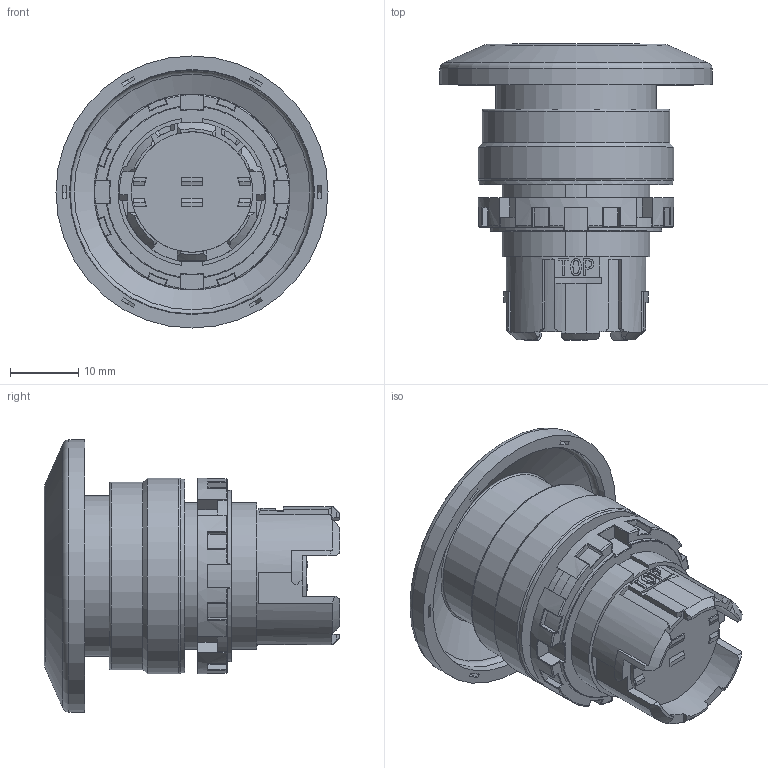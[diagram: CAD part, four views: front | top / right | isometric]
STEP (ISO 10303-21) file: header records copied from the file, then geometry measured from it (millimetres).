
FILE_DESCRIPTION( ( 'Unknown' ), '1' );
FILE_NAME( 'A204B-A4Ex-Solid3D-20180706.stp', 'Unknown', ( 'Unknown' ), ( 'Unknown' ), 'XStep 1.0', 'Unknown', ' ' );
FILE_SCHEMA( ( 'automotive_design' ) );
Length unit declared in the file: millimetre
Products named in the file (1): 6
Bounding box: 40 x 43.48 x 40 mm (x, y, z)
Volume: 20674.9 mm3; surface area: 7760 mm2
Topology: 1 solids, 1 shells, 461 faces, 1192 edges, 749 vertices
Faces by surface type: plane 219, cylinder 138, torus 51, bspline 25, extrusion 10, cone 10, sphere 8
Full cylindrical faces by diameter (mm): 23.6 x1, 24 x1, 27.6 x1, 28.5 x1, 28.8 x1, 40 x1
Entity records: 18847 total; most frequent: CARTESIAN_POINT 4061, ORIENTED_EDGE 2324, DIRECTION 2306, EDGE_CURVE 1162, AXIS2_PLACEMENT_3D 843, VERTEX_POINT 746, VECTOR 620, LINE 610
